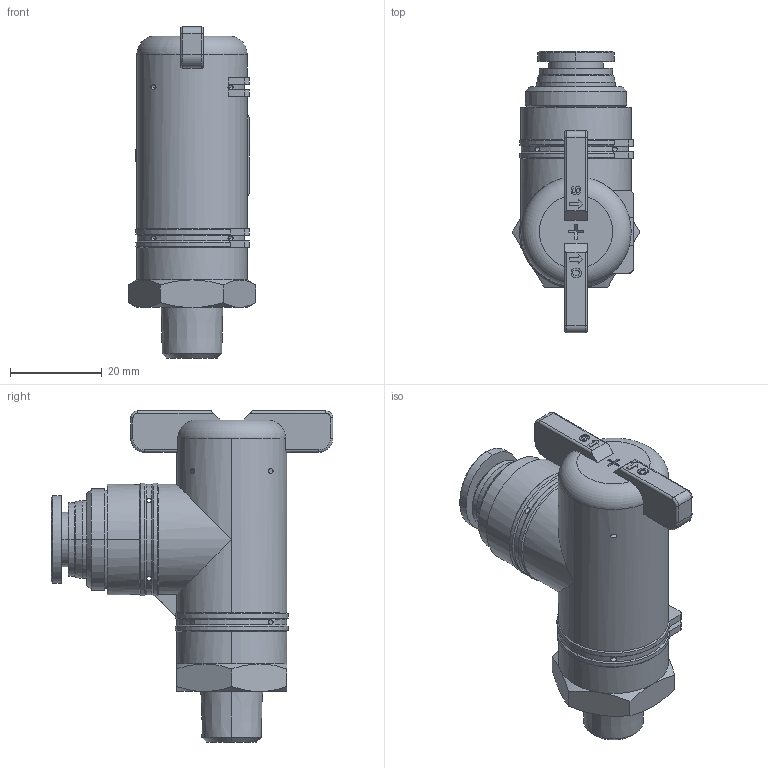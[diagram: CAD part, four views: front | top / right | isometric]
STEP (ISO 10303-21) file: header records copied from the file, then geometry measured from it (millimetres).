
FILE_DESCRIPTION((''),'2;1');
FILE_NAME('BL601202-mdt.stp','2017-07-24T19:15:21',(''),(''),'Mechanical Desktop 2009','Mechanical Desktop 2009',', , ');
FILE_SCHEMA(('CONFIG_CONTROL_DESIGN'));
Length unit declared in the file: millimetre
Products named in the file (8): BL601202-MDTA; BL601202-MDT; BC10-20; COLLAR-10C; BC12-60; COLLAR-12C; BOLT-M3; HA
Assembly tree (7 placements, depth 3):
  BL601202-MDTA
    BL601202-MDT
    BC10-20
      COLLAR-10C
    BC12-60
      COLLAR-12C
    BOLT-M3
    HA
Bounding box: 27.71 x 61.3 x 72.3 mm (x, y, z)
Volume: 39199.8 mm3; surface area: 10537 mm2
Topology: 1 solids, 4 shells, 385 faces, 993 edges, 632 vertices
Faces by surface type: plane 232, cylinder 92, cone 40, torus 16, bspline 5
Entity records: 13088 total; most frequent: CARTESIAN_POINT 3627, ORIENTED_EDGE 1982, DIRECTION 1881, EDGE_CURVE 991, VECTOR 661, LINE 661, VERTEX_POINT 632, AXIS2_PLACEMENT_3D 610
